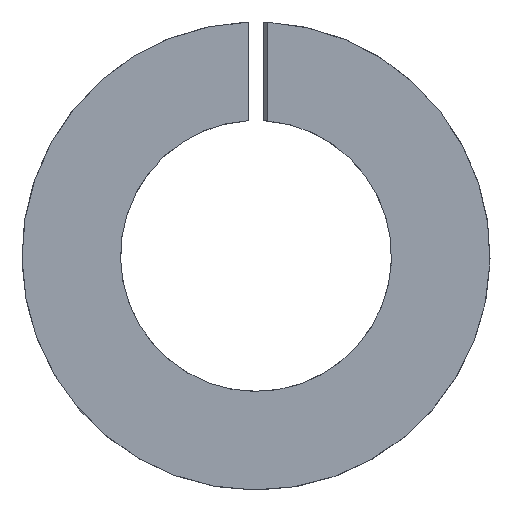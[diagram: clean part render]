
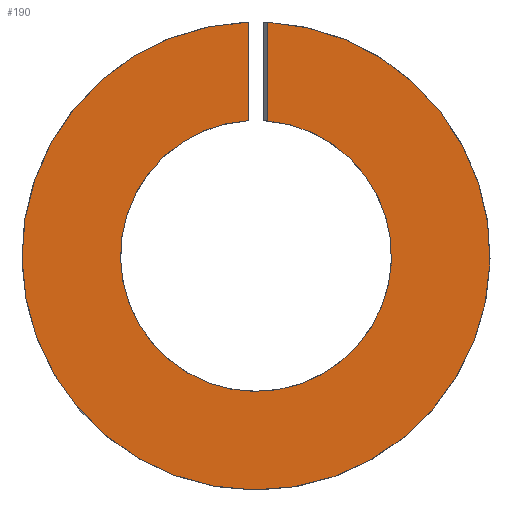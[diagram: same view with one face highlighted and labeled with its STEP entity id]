
A CAD part, left-side view. The second image highlights one B-rep face of the part: STEP entity #190.
In plain terms, the highlighted planar face has unit normal (-1, 0, 0).
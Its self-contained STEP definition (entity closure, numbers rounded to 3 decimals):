
#70=CARTESIAN_POINT('',(-0.9,-0.192,3.795));
#71=VERTEX_POINT('',#70);
#89=CARTESIAN_POINT('',(-0.9,-0.192,2.192));
#90=VERTEX_POINT('',#89);
#98=CARTESIAN_POINT('',(-0.9,-0.192,2.192));
#99=DIRECTION('',(0.0,0.0,1.0));
#100=VECTOR('',#99,1.604);
#101=LINE('',#98,#100);
#102=EDGE_CURVE('',#90,#71,#101,.T.);
#114=CARTESIAN_POINT('',(-0.9,0.123,3.798));
#115=VERTEX_POINT('',#114);
#123=CARTESIAN_POINT('',(-0.9,0.123,2.197));
#124=VERTEX_POINT('',#123);
#125=CARTESIAN_POINT('',(-0.9,0.123,3.798));
#126=DIRECTION('',(0.0,0.0,-1.0));
#127=VECTOR('',#126,1.601);
#128=LINE('',#125,#127);
#129=EDGE_CURVE('',#115,#124,#128,.T.);
#163=CARTESIAN_POINT('',(-0.9,0.,0.));
#164=DIRECTION('',(1.0,0.0,0.0));
#165=DIRECTION('',(0.0,-1.0,0.0));
#166=AXIS2_PLACEMENT_3D('',#163,#164,#165);
#167=CIRCLE('',#166,3.8);
#168=EDGE_CURVE('',#71,#115,#167,.T.);
#173=CARTESIAN_POINT('',(-0.9,-3.8,0.));
#174=DIRECTION('',(-1.0,0.0,0.0));
#175=DIRECTION('',(0.0,1.0,0.0));
#176=AXIS2_PLACEMENT_3D('',#173,#174,#175);
#177=PLANE('',#176);
#178=ORIENTED_EDGE('',*,*,#129,.F.);
#179=ORIENTED_EDGE('',*,*,#168,.F.);
#180=ORIENTED_EDGE('',*,*,#102,.F.);
#181=CARTESIAN_POINT('',(-0.9,0.,0.));
#182=DIRECTION('',(1.0,0.0,0.0));
#183=DIRECTION('',(0.0,-1.0,0.0));
#184=AXIS2_PLACEMENT_3D('',#181,#182,#183);
#185=CIRCLE('',#184,2.2);
#186=EDGE_CURVE('',#90,#124,#185,.T.);
#187=ORIENTED_EDGE('',*,*,#186,.T.);
#188=EDGE_LOOP('',(#178,#179,#180,#187));
#189=FACE_OUTER_BOUND('',#188,.T.);
#190=ADVANCED_FACE('',(#189),#177,.T.);
